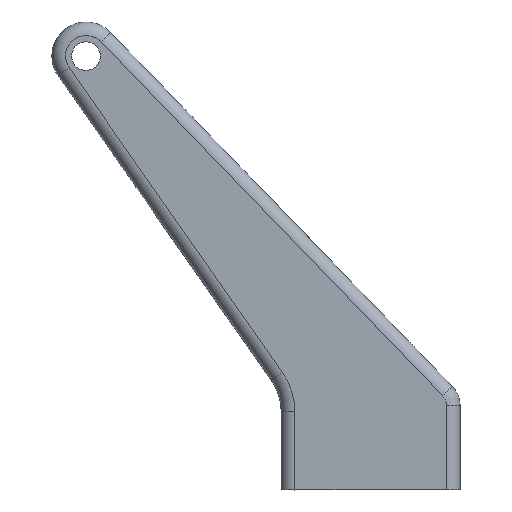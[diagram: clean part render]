
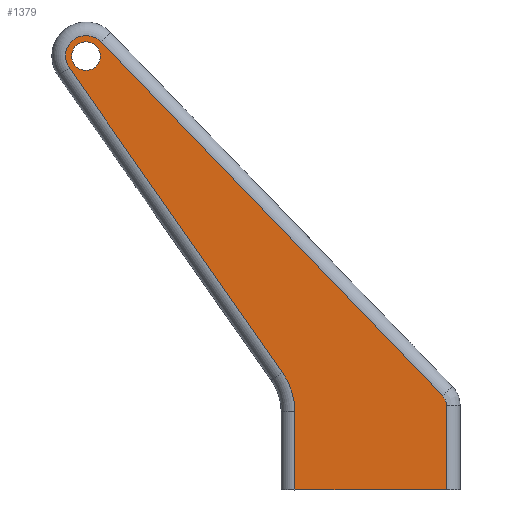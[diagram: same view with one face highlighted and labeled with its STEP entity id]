
A CAD part, left-side view. The second image highlights one B-rep face of the part: STEP entity #1379.
In plain terms, the highlighted planar face has unit normal (-1, 0, 0).
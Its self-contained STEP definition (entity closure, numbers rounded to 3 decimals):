
#22=FACE_BOUND('',#216,.T.);
#51=PLANE('',#1529);
#133=FACE_OUTER_BOUND('',#215,.T.);
#215=EDGE_LOOP('',(#1137,#1138,#1139,#1140,#1141,#1142,#1143,#1144));
#216=EDGE_LOOP('',(#1145));
#277=LINE('',#2214,#413);
#278=LINE('',#2231,#414);
#279=LINE('',#2242,#415);
#281=LINE('',#2254,#417);
#306=LINE('',#2355,#442);
#413=VECTOR('',#1691,10.);
#414=VECTOR('',#1702,10.);
#415=VECTOR('',#1715,10.);
#417=VECTOR('',#1729,10.);
#442=VECTOR('',#1842,10.);
#536=CIRCLE('',#1470,1.);
#540=CIRCLE('',#1476,1.5);
#544=CIRCLE('',#1482,5.);
#568=CIRCLE('',#1530,1.05);
#611=VERTEX_POINT('',#2207);
#614=VERTEX_POINT('',#2212);
#615=VERTEX_POINT('',#2224);
#616=VERTEX_POINT('',#2229);
#618=VERTEX_POINT('',#2234);
#620=VERTEX_POINT('',#2240);
#622=VERTEX_POINT('',#2246);
#624=VERTEX_POINT('',#2252);
#648=VERTEX_POINT('',#2356);
#761=EDGE_CURVE('',#614,#611,#277,.T.);
#763=EDGE_CURVE('',#615,#614,#536,.T.);
#766=EDGE_CURVE('',#616,#615,#278,.T.);
#768=EDGE_CURVE('',#618,#616,#540,.T.);
#771=EDGE_CURVE('',#620,#618,#279,.T.);
#774=EDGE_CURVE('',#622,#620,#544,.T.);
#777=EDGE_CURVE('',#624,#622,#281,.T.);
#824=EDGE_CURVE('',#624,#611,#306,.T.);
#825=EDGE_CURVE('',#648,#648,#568,.T.);
#1137=ORIENTED_EDGE('',*,*,#777,.F.);
#1138=ORIENTED_EDGE('',*,*,#824,.T.);
#1139=ORIENTED_EDGE('',*,*,#761,.F.);
#1140=ORIENTED_EDGE('',*,*,#763,.F.);
#1141=ORIENTED_EDGE('',*,*,#766,.F.);
#1142=ORIENTED_EDGE('',*,*,#768,.F.);
#1143=ORIENTED_EDGE('',*,*,#771,.F.);
#1144=ORIENTED_EDGE('',*,*,#774,.F.);
#1145=ORIENTED_EDGE('',*,*,#825,.T.);
#1379=ADVANCED_FACE('',(#133,#22),#51,.F.);
#1470=AXIS2_PLACEMENT_3D('',#2226,#1694,#1695);
#1476=AXIS2_PLACEMENT_3D('',#2236,#1707,#1708);
#1482=AXIS2_PLACEMENT_3D('',#2248,#1721,#1722);
#1529=AXIS2_PLACEMENT_3D('',#2354,#1840,#1841);
#1530=AXIS2_PLACEMENT_3D('',#2357,#1843,#1844);
#1691=DIRECTION('',(0.,0.,-1.));
#1694=DIRECTION('center_axis',(1.,0.,0.));
#1695=DIRECTION('ref_axis',(0.,-0.927,0.375));
#1702=DIRECTION('',(0.,-0.695,-0.719));
#1707=DIRECTION('center_axis',(1.,0.,0.));
#1708=DIRECTION('ref_axis',(0.,0.636,0.772));
#1715=DIRECTION('',(0.,0.574,0.819));
#1721=DIRECTION('center_axis',(-1.,0.,0.));
#1722=DIRECTION('ref_axis',(0.,-0.954,0.301));
#1729=DIRECTION('',(0.,0.,1.));
#1840=DIRECTION('center_axis',(1.,0.,0.));
#1841=DIRECTION('ref_axis',(0.,0.,
-1.));
#1842=DIRECTION('',(0.,-1.,0.));
#1843=DIRECTION('center_axis',(1.,0.,0.));
#1844=DIRECTION('ref_axis',(0.,1.,0.));
#2207=CARTESIAN_POINT('',(333.5,102.4,-126.658));
#2212=CARTESIAN_POINT('',(333.499,102.4,-120.466));
#2214=CARTESIAN_POINT('',(333.498,102.4,-113.502));
#2224=CARTESIAN_POINT('',(333.499,102.681,-119.772));
#2226=CARTESIAN_POINT('Origin',(333.499,103.4,-120.466));
#2229=CARTESIAN_POINT('',(333.494,127.726,-93.836));
#2231=CARTESIAN_POINT('',(333.497,112.262,-109.85));
#2234=CARTESIAN_POINT('',(333.495,130.034,-95.738));
#2236=CARTESIAN_POINT('Origin',(333.495,128.805,-94.878));
#2240=CARTESIAN_POINT('',(333.499,114.41,-118.051));
#2242=CARTESIAN_POINT('',(333.495,127.45,-99.429));
#2246=CARTESIAN_POINT('',(333.499,113.506,-120.919));
#2248=CARTESIAN_POINT('Origin',(333.499,118.506,-120.919));
#2252=CARTESIAN_POINT('',(333.5,113.506,-126.658));
#2254=CARTESIAN_POINT('',(333.498,113.506,-113.502));
#2354=CARTESIAN_POINT('Origin',(333.496,125.9,-103.845));
#2355=CARTESIAN_POINT('',(333.5,119.453,-126.658));
#2356=CARTESIAN_POINT('',(333.495,127.755,-94.878));
#2357=CARTESIAN_POINT('Origin',(333.495,128.805,-94.878));
